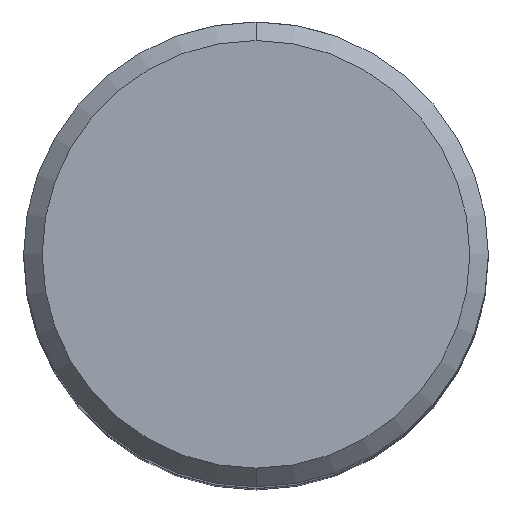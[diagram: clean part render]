
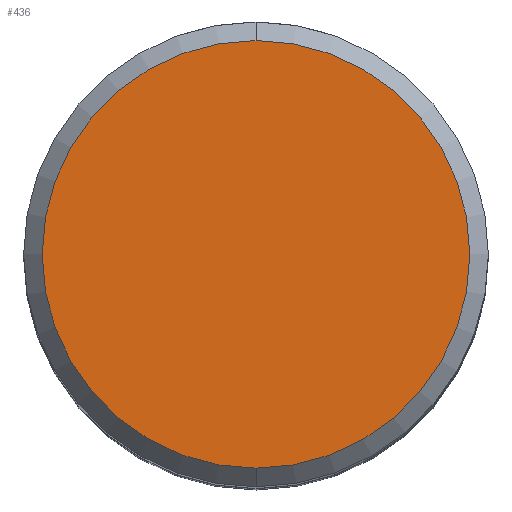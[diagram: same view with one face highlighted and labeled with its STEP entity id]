
A CAD part, top view. The second image highlights one B-rep face of the part: STEP entity #436.
In plain terms, the highlighted planar face has unit normal (0, 0, 1).
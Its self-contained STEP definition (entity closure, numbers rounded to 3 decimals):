
#278=EDGE_CURVE('',#424,#292,#636,.T.);
#292=VERTEX_POINT('',#652);
#424=VERTEX_POINT('',#797);
#436=ADVANCED_FACE('',(#811),#812,.T.);
#438=EDGE_CURVE('',#292,#424,#814,.T.);
#636=CIRCLE('',#1097,11.5);
#652=CARTESIAN_POINT('',(0.0,11.5,0.0));
#797=CARTESIAN_POINT('',(0.,-11.5,0.0));
#811=FACE_OUTER_BOUND('',#1616,.T.);
#812=PLANE('',#1617);
#814=CIRCLE('',#1620,11.5);
#1097=AXIS2_PLACEMENT_3D('',#1873,#1874,#1875);
#1616=EDGE_LOOP('',(#2062,#2063));
#1617=AXIS2_PLACEMENT_3D('',#2064,#2065,#2066);
#1620=AXIS2_PLACEMENT_3D('',#2067,#2068,#2069);
#1873=CARTESIAN_POINT('',(0.0,0.0,0.0));
#1874=DIRECTION('',(0.0,0.0,-1.0));
#1875=DIRECTION('',(0.0,1.0,0.0));
#2062=ORIENTED_EDGE('',*,*,#438,.F.);
#2063=ORIENTED_EDGE('',*,*,#278,.F.);
#2064=CARTESIAN_POINT('',(0.0,5.75,0.0));
#2065=DIRECTION('',(-0.0,0.0,1.0));
#2066=DIRECTION('',(0.0,-1.0,0.0));
#2067=CARTESIAN_POINT('',(0.0,0.0,0.0));
#2068=DIRECTION('',(0.0,0.0,-1.0));
#2069=DIRECTION('',(0.0,1.0,0.0));
